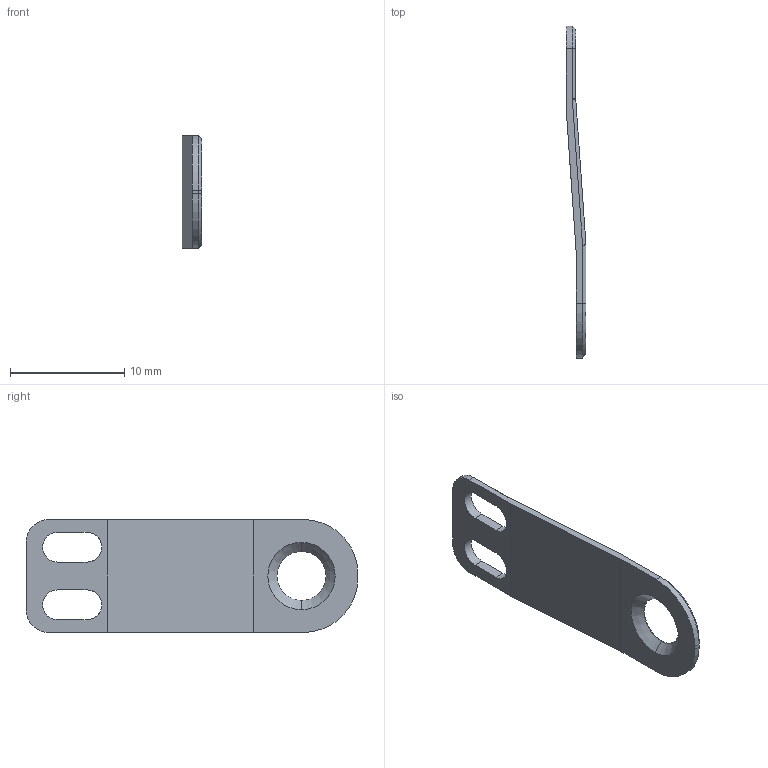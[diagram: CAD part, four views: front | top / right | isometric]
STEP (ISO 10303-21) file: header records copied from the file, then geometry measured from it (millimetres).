
FILE_DESCRIPTION((''),'2;1');
FILE_NAME('RC_IIT_010_P_026','2021-10-19T14:05:30',('silo-mech'),(''),'CREO PARAMETRIC BY PTC INC, 2020454','CREO PARAMETRIC BY PTC INC, 2020454','');
FILE_SCHEMA(('CONFIG_CONTROL_DESIGN'));
Length unit declared in the file: millimetre
Products named in the file (1): RC_IIT_010_P_026
Bounding box: 1.75 x 29.1 x 9.9 mm (x, y, z)
Volume: 200.7 mm3; surface area: 554.9 mm2
Topology: 1 solids, 1 shells, 48 faces, 126 edges, 76 vertices
Faces by surface type: plane 22, cylinder 16, cone 10
Entity records: 1513 total; most frequent: CARTESIAN_POINT 277, DIRECTION 252, ORIENTED_EDGE 248, EDGE_CURVE 124, AXIS2_PLACEMENT_3D 86, VECTOR 80, LINE 80, VERTEX_POINT 76
